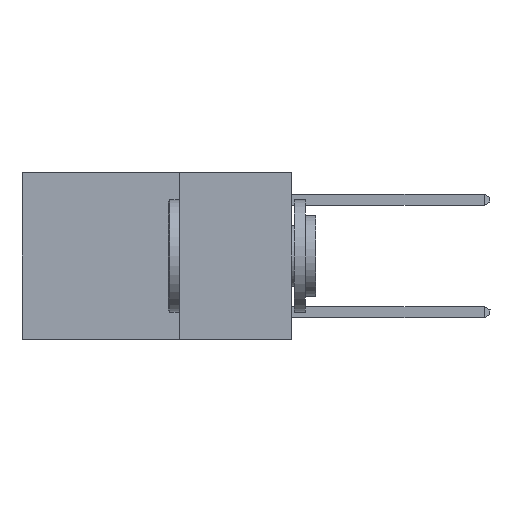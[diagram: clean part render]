
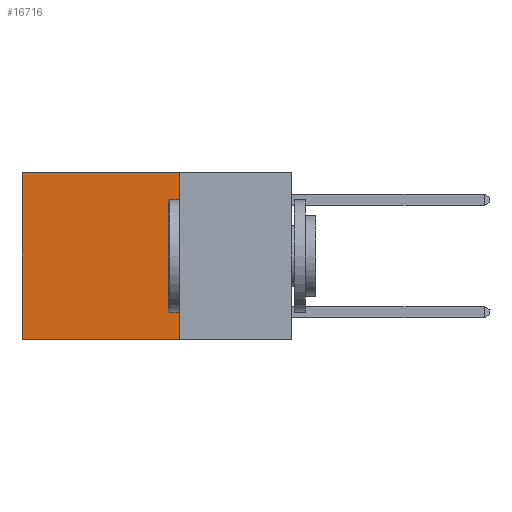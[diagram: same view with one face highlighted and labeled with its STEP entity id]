
A CAD part, left-side view. The second image highlights one B-rep face of the part: STEP entity #16716.
In plain terms, the highlighted planar face has unit normal (-1, 0, 0).
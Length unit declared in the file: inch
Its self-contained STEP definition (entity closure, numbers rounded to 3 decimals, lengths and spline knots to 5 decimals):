
#229 = VECTOR ( 'NONE', #5037, 39.37008 ) ;
#733 = LINE ( 'NONE', #11147, #9885 ) ;
#906 = DIRECTION ( 'NONE',  ( 0., 0., -1. ) ) ;
#1800 = ORIENTED_EDGE ( 'NONE', *, *, #8665, .F. ) ;
#1849 = LINE ( 'NONE', #22118, #20241 ) ;
#1984 = ORIENTED_EDGE ( 'NONE', *, *, #19329, .T. ) ;
#2208 = PLANE ( 'NONE',  #9329 ) ;
#2492 = ORIENTED_EDGE ( 'NONE', *, *, #20825, .F. ) ;
#3305 = VERTEX_POINT ( 'NONE', #14304 ) ;
#4232 = VECTOR ( 'NONE', #16564, 39.37008 ) ;
#5037 = DIRECTION ( 'NONE',  ( 0., 1., 0. ) ) ;
#5375 = ORIENTED_EDGE ( 'NONE', *, *, #14211, .T. ) ;
#5422 = CARTESIAN_POINT ( 'NONE',  ( 0.2625, 0.6, 0. ) ) ;
#5903 = CARTESIAN_POINT ( 'NONE',  ( 0.2625, 0.6, 0. ) ) ;
#6860 = CARTESIAN_POINT ( 'NONE',  ( 0.2625, 0.25, 0. ) ) ;
#7661 = CARTESIAN_POINT ( 'NONE',  ( 0.2625, 0.25, 0. ) ) ;
#7740 = DIRECTION ( 'NONE',  ( 1., 0., 0. ) ) ;
#8665 = EDGE_CURVE ( 'NONE', #3305, #8920, #1849, .T. ) ;
#8824 = CARTESIAN_POINT ( 'NONE',  ( 0.2625, 0.25, -0.37 ) ) ;
#8920 = VERTEX_POINT ( 'NONE', #8824 ) ;
#8989 = EDGE_LOOP ( 'NONE', ( #5375, #2492, #1800, #1984 ) ) ;
#9068 = LINE ( 'NONE', #5903, #4232 ) ;
#9329 = AXIS2_PLACEMENT_3D ( 'NONE', #7661, #7740, #20045 ) ;
#9885 = VECTOR ( 'NONE', #16462, 39.37008 ) ;
#11147 = CARTESIAN_POINT ( 'NONE',  ( 0.2625, 0.25, -0.37 ) ) ;
#11206 = FACE_OUTER_BOUND ( 'NONE', #8989, .T. ) ;
#12202 = VERTEX_POINT ( 'NONE', #5422 ) ;
#12378 = CARTESIAN_POINT ( 'NONE',  ( 0.2625, 0.6, -0.37 ) ) ;
#14211 = EDGE_CURVE ( 'NONE', #12202, #14661, #9068, .T. ) ;
#14304 = CARTESIAN_POINT ( 'NONE',  ( 0.2625, 0.25, 0. ) ) ;
#14661 = VERTEX_POINT ( 'NONE', #12378 ) ;
#16462 = DIRECTION ( 'NONE',  ( 0., 1., 0. ) ) ;
#16564 = DIRECTION ( 'NONE',  ( 0., 0., -1. ) ) ;
#16716 = ADVANCED_FACE ( 'NONE', ( #11206 ), #2208, .F. ) ;
#19329 = EDGE_CURVE ( 'NONE', #3305, #12202, #22673, .T. ) ;
#20045 = DIRECTION ( 'NONE',  ( 0., 0., -1. ) ) ;
#20241 = VECTOR ( 'NONE', #906, 39.37008 ) ;
#20825 = EDGE_CURVE ( 'NONE', #8920, #14661, #733, .T. ) ;
#22118 = CARTESIAN_POINT ( 'NONE',  ( 0.2625, 0.25, 0. ) ) ;
#22673 = LINE ( 'NONE', #6860, #229 ) ;
